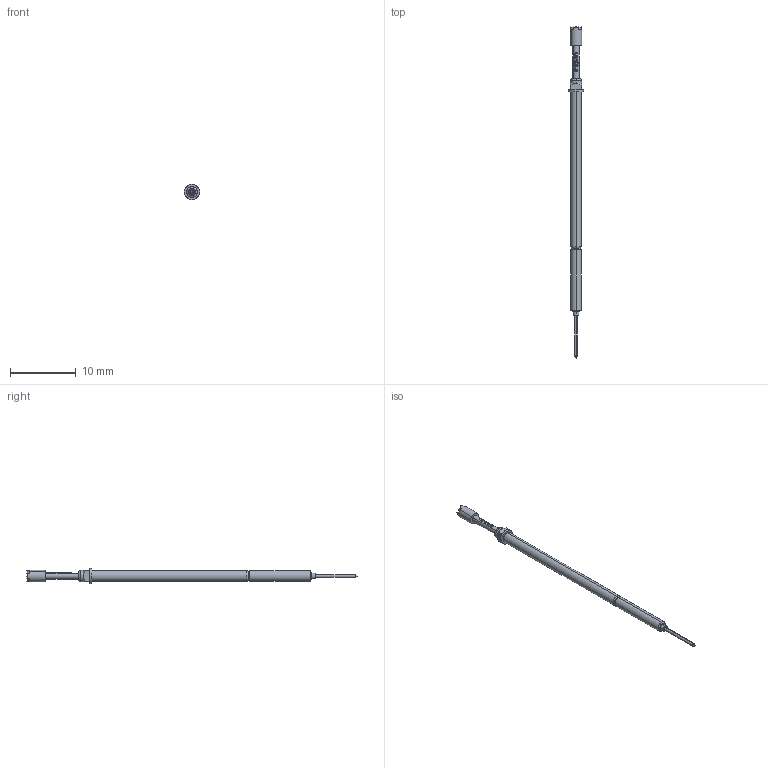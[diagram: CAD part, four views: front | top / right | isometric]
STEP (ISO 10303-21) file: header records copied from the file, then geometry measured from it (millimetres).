
FILE_DESCRIPTION (( 'STEP AP203' ), '1' );
FILE_NAME ('INGUN_SKS-215_306_180_A_xx02_MF.STEP', '2022-02-21T11:09:23', ( 'ochi' ), ( '' ), 'SwSTEP 2.0', 'SolidWorks 2018', '' );
FILE_SCHEMA (( 'CONFIG_CONTROL_DESIGN' ));
Length unit declared in the file: millimetre
Products named in the file (1): INGUN_SKS-215_306_180_A_xx02_MF
Bounding box: 2.3 x 50.5 x 2.3 mm (x, y, z)
Volume: 87.6 mm3; surface area: 237.9 mm2
Topology: 1 solids, 1 shells, 149 faces, 362 edges, 224 vertices
Faces by surface type: plane 89, bspline 22, cylinder 22, cone 12, torus 4
Entity records: 4653 total; most frequent: CARTESIAN_POINT 1372, ORIENTED_EDGE 720, DIRECTION 584, EDGE_CURVE 360, VERTEX_POINT 224, AXIS2_PLACEMENT_3D 220, EDGE_LOOP 160, ADVANCED_FACE 149
